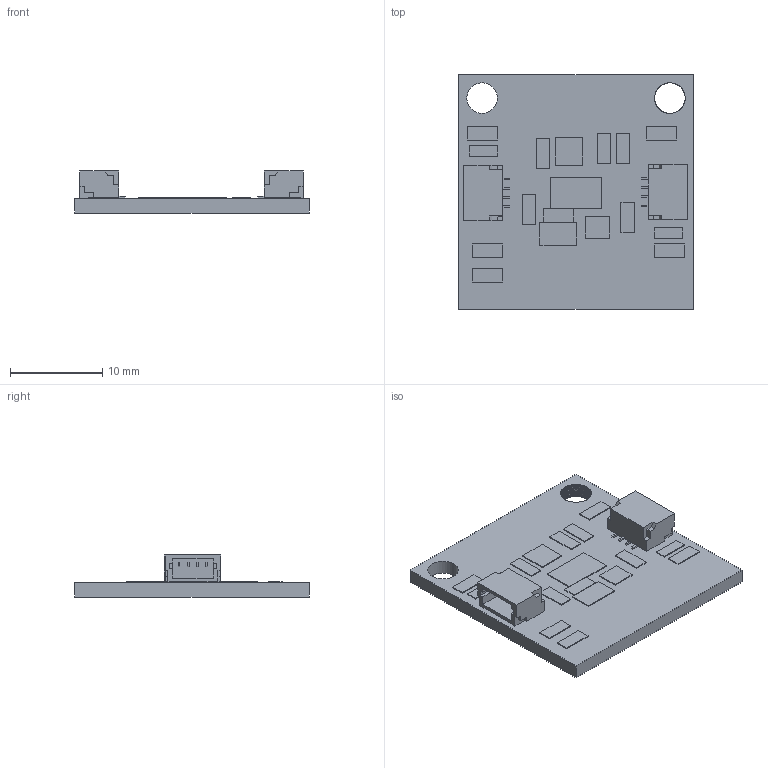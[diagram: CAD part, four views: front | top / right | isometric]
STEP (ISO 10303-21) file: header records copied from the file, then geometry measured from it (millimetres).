
FILE_DESCRIPTION(/* description */ (''),/* implementation_level */ '2;1');
FILE_NAME(/* name */ 'Qwiic Power Switch v3.step',/* time_stamp */ '2022-04-04T12:20:51+02:00',/* author */ (''),/* organization */ (''),/* preprocessor_version */ 'ST-DEVELOPER v18.1',/* originating_system */ 'Autodesk Translation Framework v10.14.0.1471',/* authorisation */ '');
FILE_SCHEMA (('AUTOMOTIVE_DESIGN { 1 0 10303 214 3 1 1 }'));
Length unit declared in the file: millimetre
Products named in the file (38): Qwiic Power Switch; #15560; #15561; GPIO10; GPIO20; IN0; IN0 (1); LED_IN0; LED_OUT0; GND1; SCL9; SDA8; I_SUPER2_C-()-03; OUT0; OUT0 (1); POWER0; QWIIC0; CREATIVE_COMMONS; FIDUCIAL-1X2; OSHW-LOGO-MINI; 0603; 1X01_NO_SILK; 1X04_NO_SILK; JST04_1MM_RA; SOT23-3; STAND-OFF; VSSOP_8PIN; MSOP8; SOT353; SMT-JUMPER_2_NC_TRACE_SILK; SMT-JUMPER_3_2-NC_TRACE_SILK; LED-0603; 0603 (1); SPARKX-MEDIUM; SWITCH0; Qwiic Power Switch_Board v1; STEMMA_I2C_QT; STEMMA_I2C_QT_1
Assembly tree (70 placements, depth 2):
  Qwiic Power Switch
    #15560  x2
    #15561  x2
    GPIO10  x2
    GPIO20  x2
    IN0
    IN0 (1)
    LED_IN0
    LED_OUT0
    GND1  x4
    SCL9  x4
    SDA8  x4
    I_SUPER2_C-()-03  x2
    OUT0
    OUT0 (1)
    POWER0
    QWIIC0
    CREATIVE_COMMONS
    FIDUCIAL-1X2  x4
    OSHW-LOGO-MINI
    0603  x3
    1X01_NO_SILK  x2
    1X04_NO_SILK  x2
    JST04_1MM_RA  x2
    SOT23-3
    STAND-OFF  x2
    VSSOP_8PIN
    MSOP8
    SOT353
    SMT-JUMPER_2_NC_TRACE_SILK  x2
    SMT-JUMPER_3_2-NC_TRACE_SILK  x2
    LED-0603  x2
    0603 (1)  x8
    SPARKX-MEDIUM
    SWITCH0
    Qwiic Power Switch_Board v1
    STEMMA_I2C_QT
    STEMMA_I2C_QT_1
Bounding box: 25.4 x 25.4 x 4.55 mm (x, y, z)
Volume: 1084.4 mm3; surface area: 1999.2 mm2
Topology: 20 solids, 20 shells, 501 faces, 1349 edges, 898 vertices
Faces by surface type: plane 441, cylinder 60
Full cylindrical faces by diameter (mm): 3.302 x1
Entity records: 15668 total; most frequent: CARTESIAN_POINT 2597, ORIENTED_EDGE 2458, DIRECTION 2449, EDGE_CURVE 1229, LINE 1109, VECTOR 1109, VERTEX_POINT 818, AXIS2_PLACEMENT_3D 670
